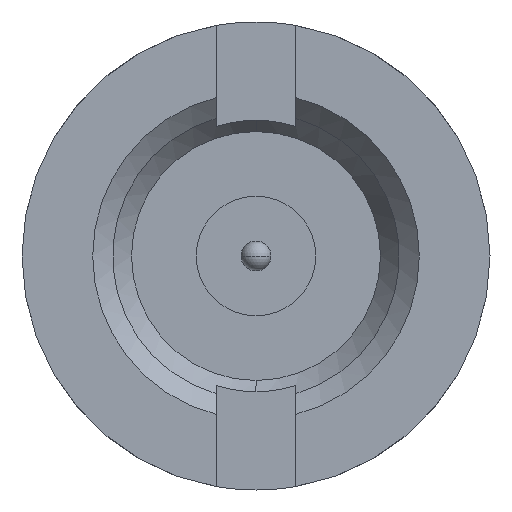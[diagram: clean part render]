
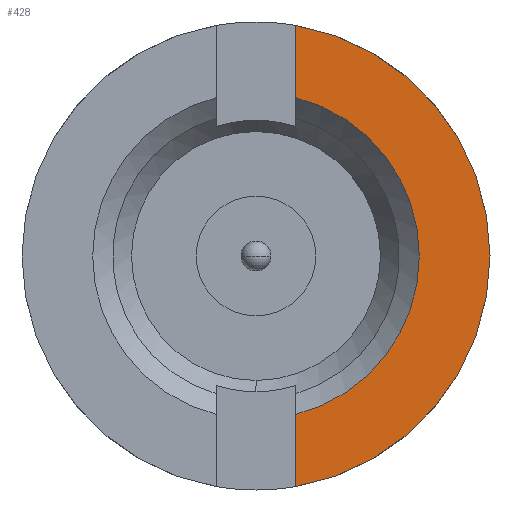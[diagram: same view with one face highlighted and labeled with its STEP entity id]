
A CAD part, left-side view. The second image highlights one B-rep face of the part: STEP entity #428.
In plain terms, the highlighted planar face has unit normal (-1, 0, 0).
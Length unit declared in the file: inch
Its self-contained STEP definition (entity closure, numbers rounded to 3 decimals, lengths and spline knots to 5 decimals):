
#43 = CARTESIAN_POINT ( 'NONE',  ( -0.02609, -0.02, 0.07952 ) ) ;
#101 = EDGE_CURVE ( 'NONE', #415, #284, #1266, .T. ) ;
#118 = CARTESIAN_POINT ( 'NONE',  ( -0.02609, 0., 0. ) ) ;
#153 = PLANE ( 'NONE',  #1103 ) ;
#160 = AXIS2_PLACEMENT_3D ( 'NONE', #1082, #410, #1210 ) ;
#203 = EDGE_CURVE ( 'NONE', #284, #575, #1158, .T. ) ;
#205 = CARTESIAN_POINT ( 'NONE',  ( -0.02609, -0.02, 0.139 ) ) ;
#223 = FACE_OUTER_BOUND ( 'NONE', #403, .T. ) ;
#229 = DIRECTION ( 'NONE',  ( 0., 0., -1. ) ) ;
#250 = ORIENTED_EDGE ( 'NONE', *, *, #203, .T. ) ;
#284 = VERTEX_POINT ( 'NONE', #962 ) ;
#296 = CARTESIAN_POINT ( 'NONE',  ( -0.02609, -0.02, -0.11579 ) ) ;
#382 = ORIENTED_EDGE ( 'NONE', *, *, #101, .T. ) ;
#403 = EDGE_LOOP ( 'NONE', ( #993, #752, #382, #250 ) ) ;
#406 = CARTESIAN_POINT ( 'NONE',  ( -0.02609, 0., 0. ) ) ;
#410 = DIRECTION ( 'NONE',  ( -1., 0., 0. ) ) ;
#415 = VERTEX_POINT ( 'NONE', #43 ) ;
#428 = ADVANCED_FACE ( 'NONE', ( #223 ), #153, .T. ) ;
#451 = DIRECTION ( 'NONE',  ( 1., 0., 0. ) ) ;
#465 = EDGE_CURVE ( 'NONE', #575, #957, #999, .T. ) ;
#575 = VERTEX_POINT ( 'NONE', #296 ) ;
#622 = DIRECTION ( 'NONE',  ( 0., 0., 1. ) ) ;
#752 = ORIENTED_EDGE ( 'NONE', *, *, #1041, .T. ) ;
#800 = AXIS2_PLACEMENT_3D ( 'NONE', #118, #451, #1249 ) ;
#837 = LINE ( 'NONE', #1089, #1232 ) ;
#852 = CARTESIAN_POINT ( 'NONE',  ( -0.02609, -0.02, 0.11579 ) ) ;
#957 = VERTEX_POINT ( 'NONE', #852 ) ;
#962 = CARTESIAN_POINT ( 'NONE',  ( -0.02609, -0.02, -0.07952 ) ) ;
#993 = ORIENTED_EDGE ( 'NONE', *, *, #465, .T. ) ;
#999 = CIRCLE ( 'NONE', #160, 0.1175 ) ;
#1041 = EDGE_CURVE ( 'NONE', #957, #415, #837, .T. ) ;
#1082 = CARTESIAN_POINT ( 'NONE',  ( -0.02609, 0., 0. ) ) ;
#1089 = CARTESIAN_POINT ( 'NONE',  ( -0.02609, -0.02, 0.139 ) ) ;
#1103 = AXIS2_PLACEMENT_3D ( 'NONE', #406, #1310, #622 ) ;
#1158 = LINE ( 'NONE', #205, #1398 ) ;
#1210 = DIRECTION ( 'NONE',  ( 0., 0., 1. ) ) ;
#1212 = DIRECTION ( 'NONE',  ( 0., 0., -1. ) ) ;
#1232 = VECTOR ( 'NONE', #1212, 39.37008 ) ;
#1249 = DIRECTION ( 'NONE',  ( 0., 0., 1. ) ) ;
#1266 = CIRCLE ( 'NONE', #800, 0.082 ) ;
#1310 = DIRECTION ( 'NONE',  ( -1., 0., 0. ) ) ;
#1398 = VECTOR ( 'NONE', #229, 39.37008 ) ;
